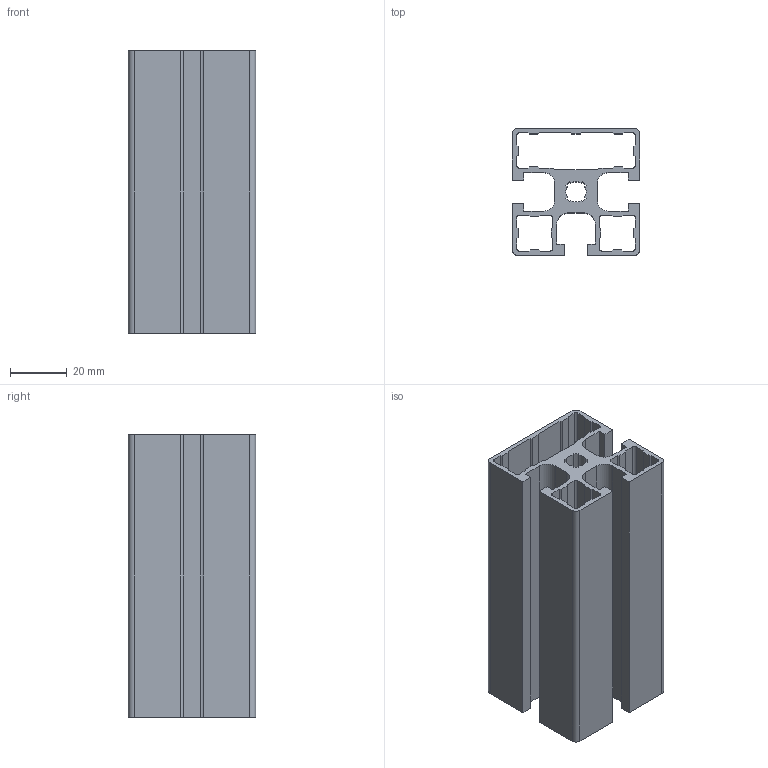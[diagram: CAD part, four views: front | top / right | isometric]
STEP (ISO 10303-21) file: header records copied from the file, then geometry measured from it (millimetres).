
FILE_DESCRIPTION((''),'2;1');
FILE_NAME('K_134545-100.stp','2013-02-18T10:55:24',('VeronikaF'),(''),'Autodesk Inventor 2011','Autodesk Inventor 2011','');
FILE_SCHEMA(('AUTOMOTIVE_DESIGN { 1 0 10303 214 1 1 1 1 }'));
Length unit declared in the file: millimetre
Products named in the file (1): 134545
Bounding box: 45 x 45 x 100 mm (x, y, z)
Volume: 61044.1 mm3; surface area: 54182.5 mm2
Topology: 1 solids, 1 shells, 144 faces, 426 edges, 284 vertices
Faces by surface type: plane 114, cylinder 30
Entity records: 4812 total; most frequent: CARTESIAN_POINT 855, ORIENTED_EDGE 852, DIRECTION 776, EDGE_CURVE 426, VECTOR 366, LINE 366, VERTEX_POINT 284, AXIS2_PLACEMENT_3D 205
